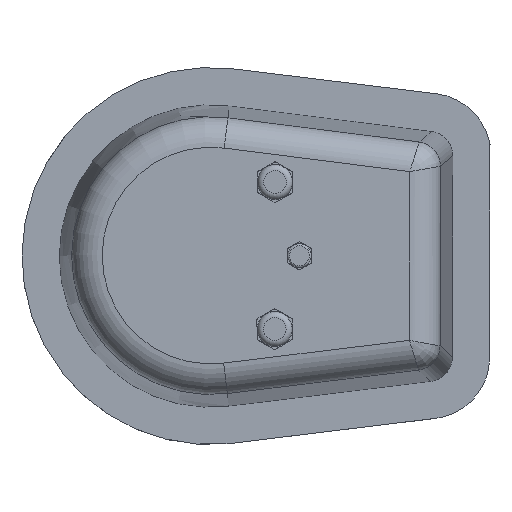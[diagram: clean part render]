
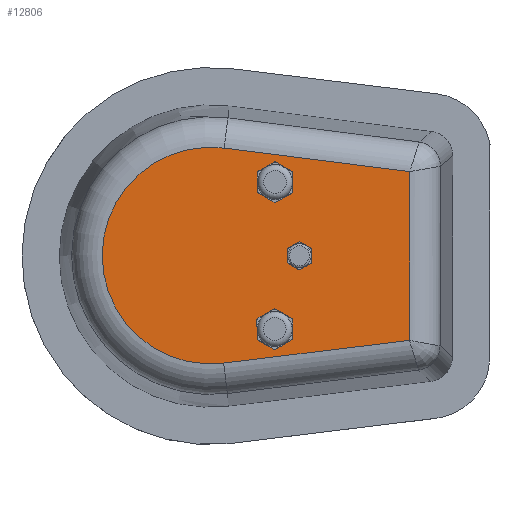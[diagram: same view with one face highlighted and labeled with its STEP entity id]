
A CAD part, top view. The second image highlights one B-rep face of the part: STEP entity #12806.
In plain terms, the highlighted planar face has unit normal (0, 0, 1).
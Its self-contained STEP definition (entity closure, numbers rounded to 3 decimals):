
#291=LINE('',#34472,#1004);
#292=LINE('',#34474,#1005);
#293=LINE('',#34477,#1006);
#1004=VECTOR('',#15649,137.755);
#1005=VECTOR('',#15650,152.839);
#1006=VECTOR('',#15653,152.839);
#2887=FACE_OUTER_BOUND('',#3837,.T.);
#3837=EDGE_LOOP('',(#9212,#9213,#9214,#9215));
#4862=CIRCLE('',#13839,88.436);
#5665=VERTEX_POINT('',#34470);
#5666=VERTEX_POINT('',#34471);
#5667=VERTEX_POINT('',#34473);
#5668=VERTEX_POINT('',#34475);
#7019=EDGE_CURVE('',#5665,#5666,#291,.T.);
#7020=EDGE_CURVE('',#5667,#5665,#292,.T.);
#7021=EDGE_CURVE('',#5668,#5667,#4862,.T.);
#7022=EDGE_CURVE('',#5666,#5668,#293,.T.);
#9212=ORIENTED_EDGE('',*,*,#7019,.F.);
#9213=ORIENTED_EDGE('',*,*,#7020,.F.);
#9214=ORIENTED_EDGE('',*,*,#7021,.F.);
#9215=ORIENTED_EDGE('',*,*,#7022,.F.);
#11150=PLANE('',#13838);
#12806=ADVANCED_FACE('',(#2887),#11150,.T.);
#13838=AXIS2_PLACEMENT_3D('',#34469,#15647,#15648);
#13839=AXIS2_PLACEMENT_3D('',#34476,#15651,#15652);
#15647=DIRECTION('center_axis',(0.,0.,
1.));
#15648=DIRECTION('ref_axis',(-0.002,-1.,0.));
#15649=DIRECTION('',(-0.002,-1.,0.));
#15650=DIRECTION('',(0.992,-0.126,0.));
#15651=DIRECTION('center_axis',(0.,0.,
-1.));
#15652=DIRECTION('ref_axis',(-1.,0.002,0.));
#15653=DIRECTION('',(-0.993,-0.122,0.));
#34469=CARTESIAN_POINT('Origin',(-240.252,-127.636,381.5));
#34470=CARTESIAN_POINT('',(-92.691,-178.974,381.5));
#34471=CARTESIAN_POINT('',(-92.969,-316.728,381.5));
#34472=CARTESIAN_POINT('',(-92.61,-139.143,381.5));
#34473=CARTESIAN_POINT('',(-244.32,-159.787,381.5));
#34474=CARTESIAN_POINT('',(-157.999,-170.71,381.5));
#34475=CARTESIAN_POINT('',(-244.674,-335.304,381.5));
#34476=CARTESIAN_POINT('Origin',(-255.422,-247.523,381.5));
#34477=CARTESIAN_POINT('',(-143.617,-322.93,381.5));
